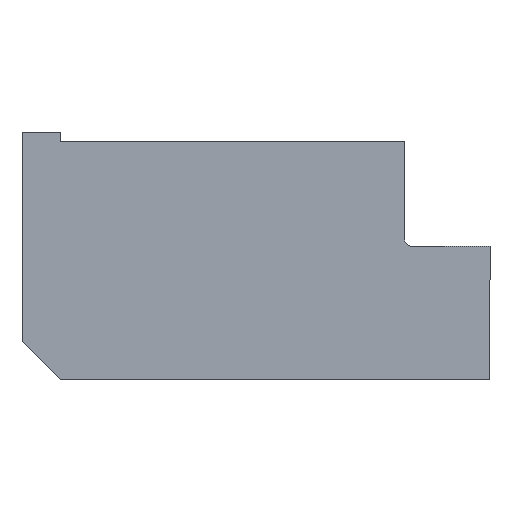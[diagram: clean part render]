
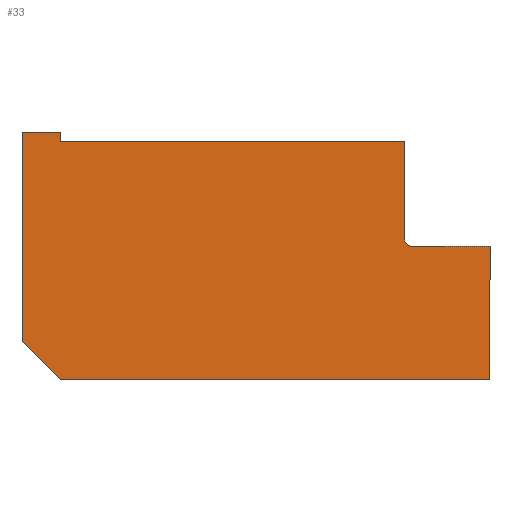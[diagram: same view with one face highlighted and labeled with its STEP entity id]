
A CAD part, top view. The second image highlights one B-rep face of the part: STEP entity #33.
In plain terms, the highlighted planar face has unit normal (0, 0, 1).
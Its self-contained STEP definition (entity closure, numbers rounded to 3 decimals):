
#18 = ORIENTED_EDGE ( 'NONE', *, *, #857, .T. ) ;
#32 = CARTESIAN_POINT ( 'NONE',  ( 12.3, -6.5, 18.9 ) ) ;
#33 = ADVANCED_FACE ( 'NONE', ( #1031 ), #732, .T. ) ;
#43 = VECTOR ( 'NONE', #607, 1000. ) ;
#51 = EDGE_CURVE ( 'NONE', #138, #634, #1049, .T. ) ;
#102 = CARTESIAN_POINT ( 'NONE',  ( -12.3, 6.5, 18.9 ) ) ;
#137 = VECTOR ( 'NONE', #558, 1000. ) ;
#138 = VERTEX_POINT ( 'NONE', #1041 ) ;
#141 = EDGE_CURVE ( 'NONE', #634, #463, #473, .T. ) ;
#150 = DIRECTION ( 'NONE',  ( 0., 1., 0. ) ) ;
#162 = VERTEX_POINT ( 'NONE', #352 ) ;
#164 = CARTESIAN_POINT ( 'NONE',  ( 7.8, 6., 18.9 ) ) ;
#179 = VECTOR ( 'NONE', #730, 1000. ) ;
#212 = DIRECTION ( 'NONE',  ( 1., 0., 0. ) ) ;
#214 = CARTESIAN_POINT ( 'NONE',  ( 8.2, 0.5, 18.9 ) ) ;
#236 = DIRECTION ( 'NONE',  ( 1., 0., 0. ) ) ;
#269 = AXIS2_PLACEMENT_3D ( 'NONE', #1281, #1172, #236 ) ;
#277 = EDGE_CURVE ( 'NONE', #343, #1061, #523, .T. ) ;
#294 = VERTEX_POINT ( 'NONE', #32 ) ;
#297 = VECTOR ( 'NONE', #150, 1000. ) ;
#321 = EDGE_CURVE ( 'NONE', #1202, #162, #690, .T. ) ;
#338 = CARTESIAN_POINT ( 'NONE',  ( 12.3, 0.5, 18.9 ) ) ;
#343 = VERTEX_POINT ( 'NONE', #675 ) ;
#352 = CARTESIAN_POINT ( 'NONE',  ( -12.3, -4.5, 18.9 ) ) ;
#353 = VERTEX_POINT ( 'NONE', #458 ) ;
#423 = ORIENTED_EDGE ( 'NONE', *, *, #1001, .T. ) ;
#434 = DIRECTION ( 'NONE',  ( -1., 0., 0. ) ) ;
#458 = CARTESIAN_POINT ( 'NONE',  ( -10.3, -6.5, 18.9 ) ) ;
#463 = VERTEX_POINT ( 'NONE', #920 ) ;
#473 = CIRCLE ( 'NONE', #269, 0.4 ) ;
#482 = VERTEX_POINT ( 'NONE', #507 ) ;
#484 = ORIENTED_EDGE ( 'NONE', *, *, #744, .T. ) ;
#507 = CARTESIAN_POINT ( 'NONE',  ( 7.8, 6., 18.9 ) ) ;
#523 = LINE ( 'NONE', #1178, #297 ) ;
#525 = DIRECTION ( 'NONE',  ( 0., 0., 1. ) ) ;
#530 = CARTESIAN_POINT ( 'NONE',  ( 8.2, 0.9, 18.9 ) ) ;
#539 = DIRECTION ( 'NONE',  ( 0., 1., 0. ) ) ;
#546 = EDGE_CURVE ( 'NONE', #1061, #1202, #735, .T. ) ;
#554 = EDGE_LOOP ( 'NONE', ( #992, #484, #1233, #821, #18, #423, #669, #944, #1330, #1011 ) ) ;
#558 = DIRECTION ( 'NONE',  ( 0., -1., 0. ) ) ;
#605 = LINE ( 'NONE', #338, #726 ) ;
#607 = DIRECTION ( 'NONE',  ( 0.707, -0.707, 0. ) ) ;
#625 = LINE ( 'NONE', #164, #1278 ) ;
#634 = VERTEX_POINT ( 'NONE', #214 ) ;
#642 = LINE ( 'NONE', #1333, #1068 ) ;
#669 = ORIENTED_EDGE ( 'NONE', *, *, #277, .T. ) ;
#675 = CARTESIAN_POINT ( 'NONE',  ( -10.3, 6., 18.9 ) ) ;
#690 = LINE ( 'NONE', #1195, #137 ) ;
#721 = DIRECTION ( 'NONE',  ( 1., 0., 0. ) ) ;
#726 = VECTOR ( 'NONE', #539, 1000. ) ;
#730 = DIRECTION ( 'NONE',  ( -1., 0., 0. ) ) ;
#732 = PLANE ( 'NONE',  #912 ) ;
#735 = LINE ( 'NONE', #1147, #179 ) ;
#744 = EDGE_CURVE ( 'NONE', #294, #138, #605, .T. ) ;
#768 = VECTOR ( 'NONE', #434, 1000. ) ;
#821 = ORIENTED_EDGE ( 'NONE', *, *, #141, .T. ) ;
#857 = EDGE_CURVE ( 'NONE', #463, #482, #625, .T. ) ;
#912 = AXIS2_PLACEMENT_3D ( 'NONE', #530, #525, #212 ) ;
#920 = CARTESIAN_POINT ( 'NONE',  ( 7.8, 0.9, 18.9 ) ) ;
#944 = ORIENTED_EDGE ( 'NONE', *, *, #546, .T. ) ;
#992 = ORIENTED_EDGE ( 'NONE', *, *, #1259, .T. ) ;
#1001 = EDGE_CURVE ( 'NONE', #482, #343, #1311, .T. ) ;
#1011 = ORIENTED_EDGE ( 'NONE', *, *, #1204, .T. ) ;
#1031 = FACE_OUTER_BOUND ( 'NONE', #554, .T. ) ;
#1035 = VECTOR ( 'NONE', #1274, 1000. ) ;
#1041 = CARTESIAN_POINT ( 'NONE',  ( 12.3, 0.5, 18.9 ) ) ;
#1049 = LINE ( 'NONE', #1254, #768 ) ;
#1061 = VERTEX_POINT ( 'NONE', #1199 ) ;
#1068 = VECTOR ( 'NONE', #721, 1000. ) ;
#1069 = CARTESIAN_POINT ( 'NONE',  ( -10.3, 6., 18.9 ) ) ;
#1114 = LINE ( 'NONE', #1336, #43 ) ;
#1147 = CARTESIAN_POINT ( 'NONE',  ( -10.3, 6.5, 18.9 ) ) ;
#1172 = DIRECTION ( 'NONE',  ( 0., 0., -1. ) ) ;
#1178 = CARTESIAN_POINT ( 'NONE',  ( -10.3, 6.5, 18.9 ) ) ;
#1195 = CARTESIAN_POINT ( 'NONE',  ( -12.3, 6.5, 18.9 ) ) ;
#1199 = CARTESIAN_POINT ( 'NONE',  ( -10.3, 6.5, 18.9 ) ) ;
#1202 = VERTEX_POINT ( 'NONE', #102 ) ;
#1204 = EDGE_CURVE ( 'NONE', #162, #353, #1114, .T. ) ;
#1233 = ORIENTED_EDGE ( 'NONE', *, *, #51, .T. ) ;
#1254 = CARTESIAN_POINT ( 'NONE',  ( 8.2, 0.5, 18.9 ) ) ;
#1259 = EDGE_CURVE ( 'NONE', #353, #294, #642, .T. ) ;
#1274 = DIRECTION ( 'NONE',  ( -1., 0., 0. ) ) ;
#1278 = VECTOR ( 'NONE', #1315, 1000. ) ;
#1281 = CARTESIAN_POINT ( 'NONE',  ( 8.2, 0.9, 18.9 ) ) ;
#1311 = LINE ( 'NONE', #1069, #1035 ) ;
#1315 = DIRECTION ( 'NONE',  ( 0., 1., 0. ) ) ;
#1330 = ORIENTED_EDGE ( 'NONE', *, *, #321, .T. ) ;
#1333 = CARTESIAN_POINT ( 'NONE',  ( 12.3, -6.5, 18.9 ) ) ;
#1336 = CARTESIAN_POINT ( 'NONE',  ( -10.3, -6.5, 18.9 ) ) ;
